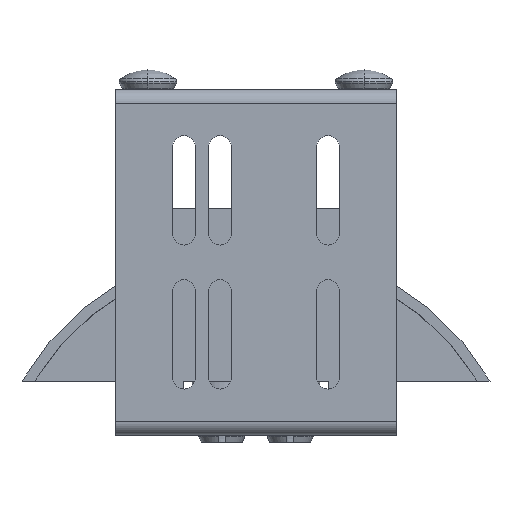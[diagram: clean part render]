
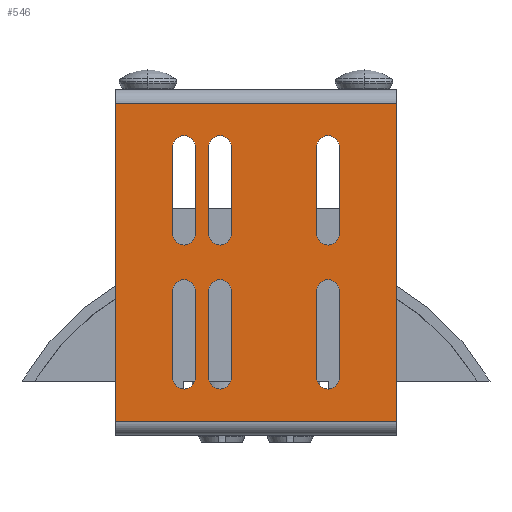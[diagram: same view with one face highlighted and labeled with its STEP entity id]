
A CAD part, left-side view. The second image highlights one B-rep face of the part: STEP entity #546.
In plain terms, the highlighted planar face has unit normal (-1, 0, 0).
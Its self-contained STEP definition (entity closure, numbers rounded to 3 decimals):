
#546=ADVANCED_FACE('',(#1479,#1480,#1481,#1482,#1483,#1484,#1485),#1486,.T.);
#1479=FACE_BOUND('',#2860,.T.);
#1480=FACE_BOUND('',#2861,.T.);
#1481=FACE_BOUND('',#2862,.T.);
#1482=FACE_BOUND('',#2863,.T.);
#1483=FACE_BOUND('',#2864,.T.);
#1484=FACE_BOUND('',#2865,.T.);
#1485=FACE_OUTER_BOUND('',#2866,.T.);
#1486=PLANE('',#2867);
#2860=EDGE_LOOP('',(#4485,#4486,#4487,#4488));
#2861=EDGE_LOOP('',(#4489,#4490,#4491,#4492));
#2862=EDGE_LOOP('',(#4493,#4494,#4495,#4496));
#2863=EDGE_LOOP('',(#4497,#4498,#4499,#4500));
#2864=EDGE_LOOP('',(#4501,#4502,#4503,#4504));
#2865=EDGE_LOOP('',(#4505,#4506,#4507,#4508));
#2866=EDGE_LOOP('',(#4509,#4510,#4511,#4512));
#2867=AXIS2_PLACEMENT_3D('',#4513,#4514,#4515);
#4485=ORIENTED_EDGE('',*,*,#7992,.T.);
#4486=ORIENTED_EDGE('',*,*,#8120,.T.);
#4487=ORIENTED_EDGE('',*,*,#7997,.T.);
#4488=ORIENTED_EDGE('',*,*,#8121,.T.);
#4489=ORIENTED_EDGE('',*,*,#8002,.T.);
#4490=ORIENTED_EDGE('',*,*,#8122,.T.);
#4491=ORIENTED_EDGE('',*,*,#8007,.T.);
#4492=ORIENTED_EDGE('',*,*,#8123,.T.);
#4493=ORIENTED_EDGE('',*,*,#8012,.T.);
#4494=ORIENTED_EDGE('',*,*,#8124,.T.);
#4495=ORIENTED_EDGE('',*,*,#8017,.T.);
#4496=ORIENTED_EDGE('',*,*,#8125,.T.);
#4497=ORIENTED_EDGE('',*,*,#8022,.T.);
#4498=ORIENTED_EDGE('',*,*,#8126,.T.);
#4499=ORIENTED_EDGE('',*,*,#8027,.T.);
#4500=ORIENTED_EDGE('',*,*,#8127,.T.);
#4501=ORIENTED_EDGE('',*,*,#8032,.T.);
#4502=ORIENTED_EDGE('',*,*,#8128,.T.);
#4503=ORIENTED_EDGE('',*,*,#8037,.T.);
#4504=ORIENTED_EDGE('',*,*,#8129,.T.);
#4505=ORIENTED_EDGE('',*,*,#8042,.T.);
#4506=ORIENTED_EDGE('',*,*,#8130,.T.);
#4507=ORIENTED_EDGE('',*,*,#8047,.T.);
#4508=ORIENTED_EDGE('',*,*,#8131,.T.);
#4509=ORIENTED_EDGE('',*,*,#8064,.T.);
#4510=ORIENTED_EDGE('',*,*,#8118,.F.);
#4511=ORIENTED_EDGE('',*,*,#8132,.F.);
#4512=ORIENTED_EDGE('',*,*,#8133,.T.);
#4513=CARTESIAN_POINT('',(0.0,39.0,48.));
#4514=DIRECTION('',(-1.0,0.0,0.0));
#4515=DIRECTION('',(0.0,0.0,-1.0));
#7992=EDGE_CURVE('',#9530,#9527,#9531,.T.);
#7997=EDGE_CURVE('',#9539,#9536,#9540,.T.);
#8002=EDGE_CURVE('',#9548,#9545,#9549,.T.);
#8007=EDGE_CURVE('',#9557,#9554,#9558,.T.);
#8012=EDGE_CURVE('',#9566,#9563,#9567,.T.);
#8017=EDGE_CURVE('',#9575,#9572,#9576,.T.);
#8022=EDGE_CURVE('',#9584,#9581,#9585,.T.);
#8027=EDGE_CURVE('',#9593,#9590,#9594,.T.);
#8032=EDGE_CURVE('',#9602,#9599,#9603,.T.);
#8037=EDGE_CURVE('',#9611,#9608,#9612,.T.);
#8042=EDGE_CURVE('',#9620,#9617,#9621,.T.);
#8047=EDGE_CURVE('',#9629,#9626,#9630,.T.);
#8064=EDGE_CURVE('',#9660,#9658,#9661,.T.);
#8118=EDGE_CURVE('',#9739,#9658,#9741,.T.);
#8120=EDGE_CURVE('',#9527,#9539,#9743,.T.);
#8121=EDGE_CURVE('',#9536,#9530,#9744,.T.);
#8122=EDGE_CURVE('',#9545,#9557,#9745,.T.);
#8123=EDGE_CURVE('',#9554,#9548,#9746,.T.);
#8124=EDGE_CURVE('',#9563,#9575,#9747,.T.);
#8125=EDGE_CURVE('',#9572,#9566,#9748,.T.);
#8126=EDGE_CURVE('',#9581,#9593,#9749,.T.);
#8127=EDGE_CURVE('',#9590,#9584,#9750,.T.);
#8128=EDGE_CURVE('',#9599,#9611,#9751,.T.);
#8129=EDGE_CURVE('',#9608,#9602,#9752,.T.);
#8130=EDGE_CURVE('',#9617,#9629,#9753,.T.);
#8131=EDGE_CURVE('',#9626,#9620,#9754,.T.);
#8132=EDGE_CURVE('',#9755,#9739,#9756,.T.);
#8133=EDGE_CURVE('',#9755,#9660,#9757,.T.);
#9527=VERTEX_POINT('',#11699);
#9530=VERTEX_POINT('',#11703);
#9531=CIRCLE('',#11704,3.2);
#9536=VERTEX_POINT('',#11710);
#9539=VERTEX_POINT('',#11714);
#9540=CIRCLE('',#11715,3.2);
#9545=VERTEX_POINT('',#11721);
#9548=VERTEX_POINT('',#11725);
#9549=CIRCLE('',#11726,3.2);
#9554=VERTEX_POINT('',#11732);
#9557=VERTEX_POINT('',#11736);
#9558=CIRCLE('',#11737,3.2);
#9563=VERTEX_POINT('',#11743);
#9566=VERTEX_POINT('',#11747);
#9567=CIRCLE('',#11748,3.2);
#9572=VERTEX_POINT('',#11754);
#9575=VERTEX_POINT('',#11758);
#9576=CIRCLE('',#11759,3.2);
#9581=VERTEX_POINT('',#11765);
#9584=VERTEX_POINT('',#11769);
#9585=CIRCLE('',#11770,3.2);
#9590=VERTEX_POINT('',#11776);
#9593=VERTEX_POINT('',#11780);
#9594=CIRCLE('',#11781,3.2);
#9599=VERTEX_POINT('',#11787);
#9602=VERTEX_POINT('',#11791);
#9603=CIRCLE('',#11792,3.2);
#9608=VERTEX_POINT('',#11798);
#9611=VERTEX_POINT('',#11802);
#9612=CIRCLE('',#11803,3.2);
#9617=VERTEX_POINT('',#11809);
#9620=VERTEX_POINT('',#11813);
#9621=CIRCLE('',#11814,3.2);
#9626=VERTEX_POINT('',#11820);
#9629=VERTEX_POINT('',#11824);
#9630=CIRCLE('',#11825,3.2);
#9658=VERTEX_POINT('',#11860);
#9660=VERTEX_POINT('',#11862);
#9661=LINE('',#11863,#11864);
#9739=VERTEX_POINT('',#11978);
#9741=LINE('',#11980,#11981);
#9743=LINE('',#11983,#11984);
#9744=LINE('',#11985,#11986);
#9745=LINE('',#11987,#11988);
#9746=LINE('',#11989,#11990);
#9747=LINE('',#11991,#11992);
#9748=LINE('',#11993,#11994);
#9749=LINE('',#11995,#11996);
#9750=LINE('',#11997,#11998);
#9751=LINE('',#11999,#12000);
#9752=LINE('',#12001,#12002);
#9753=LINE('',#12003,#12004);
#9754=LINE('',#12005,#12006);
#9755=VERTEX_POINT('',#12007);
#9756=LINE('',#12008,#12009);
#9757=LINE('',#12010,#12011);
#11699=CARTESIAN_POINT('',(0.0,16.8,40.));
#11703=CARTESIAN_POINT('',(0.0,23.2,40.));
#11704=AXIS2_PLACEMENT_3D('',#14613,#14614,#14615);
#11710=CARTESIAN_POINT('',(0.0,23.2,16.));
#11714=CARTESIAN_POINT('',(0.0,16.8,16.));
#11715=AXIS2_PLACEMENT_3D('',#14621,#14622,#14623);
#11721=CARTESIAN_POINT('',(0.0,16.8,80.));
#11725=CARTESIAN_POINT('',(0.0,23.2,80.));
#11726=AXIS2_PLACEMENT_3D('',#14629,#14630,#14631);
#11732=CARTESIAN_POINT('',(0.0,23.2,56.));
#11736=CARTESIAN_POINT('',(0.0,16.8,56.));
#11737=AXIS2_PLACEMENT_3D('',#14637,#14638,#14639);
#11743=CARTESIAN_POINT('',(0.0,-23.2,40.));
#11747=CARTESIAN_POINT('',(0.0,-16.8,40.));
#11748=AXIS2_PLACEMENT_3D('',#14645,#14646,#14647);
#11754=CARTESIAN_POINT('',(0.0,-16.8,16.));
#11758=CARTESIAN_POINT('',(0.0,-23.2,16.));
#11759=AXIS2_PLACEMENT_3D('',#14653,#14654,#14655);
#11765=CARTESIAN_POINT('',(0.0,-23.2,80.));
#11769=CARTESIAN_POINT('',(0.0,-16.8,80.));
#11770=AXIS2_PLACEMENT_3D('',#14661,#14662,#14663);
#11776=CARTESIAN_POINT('',(0.0,-16.8,56.));
#11780=CARTESIAN_POINT('',(0.0,-23.2,56.));
#11781=AXIS2_PLACEMENT_3D('',#14669,#14670,#14671);
#11787=CARTESIAN_POINT('',(0.0,6.8,40.));
#11791=CARTESIAN_POINT('',(0.0,13.2,40.));
#11792=AXIS2_PLACEMENT_3D('',#14677,#14678,#14679);
#11798=CARTESIAN_POINT('',(0.0,13.2,16.));
#11802=CARTESIAN_POINT('',(0.0,6.8,16.));
#11803=AXIS2_PLACEMENT_3D('',#14685,#14686,#14687);
#11809=CARTESIAN_POINT('',(0.0,6.8,80.));
#11813=CARTESIAN_POINT('',(0.0,13.2,80.));
#11814=AXIS2_PLACEMENT_3D('',#14693,#14694,#14695);
#11820=CARTESIAN_POINT('',(0.0,13.2,56.));
#11824=CARTESIAN_POINT('',(0.0,6.8,56.));
#11825=AXIS2_PLACEMENT_3D('',#14701,#14702,#14703);
#11860=CARTESIAN_POINT('',(0.0,-39.0,92.16));
#11862=CARTESIAN_POINT('',(0.,-39.0,3.84));
#11863=CARTESIAN_POINT('',(0.0,-39.0,3.84));
#11864=VECTOR('',#14729,1.0);
#11978=CARTESIAN_POINT('',(0.0,39.0,92.16));
#11980=CARTESIAN_POINT('',(0.0,39.0,92.16));
#11981=VECTOR('',#14796,1.0);
#11983=CARTESIAN_POINT('',(0.0,16.8,41.));
#11984=VECTOR('',#14797,1.0);
#11985=CARTESIAN_POINT('',(0.0,23.2,38.));
#11986=VECTOR('',#14798,1.0);
#11987=CARTESIAN_POINT('',(0.0,16.8,61.));
#11988=VECTOR('',#14799,1.0);
#11989=CARTESIAN_POINT('',(0.0,23.2,58.));
#11990=VECTOR('',#14800,1.0);
#11991=CARTESIAN_POINT('',(0.0,-23.2,41.));
#11992=VECTOR('',#14801,1.0);
#11993=CARTESIAN_POINT('',(0.0,-16.8,38.));
#11994=VECTOR('',#14802,1.0);
#11995=CARTESIAN_POINT('',(0.0,-23.2,61.));
#11996=VECTOR('',#14803,1.0);
#11997=CARTESIAN_POINT('',(0.0,-16.8,58.));
#11998=VECTOR('',#14804,1.0);
#11999=CARTESIAN_POINT('',(0.0,6.8,41.));
#12000=VECTOR('',#14805,1.0);
#12001=CARTESIAN_POINT('',(0.0,13.2,38.));
#12002=VECTOR('',#14806,1.0);
#12003=CARTESIAN_POINT('',(0.0,6.8,61.));
#12004=VECTOR('',#14807,1.0);
#12005=CARTESIAN_POINT('',(0.0,13.2,58.));
#12006=VECTOR('',#14808,1.0);
#12007=CARTESIAN_POINT('',(0.,39.0,3.84));
#12008=CARTESIAN_POINT('',(0.0,39.0,3.84));
#12009=VECTOR('',#14809,1.0);
#12010=CARTESIAN_POINT('',(0.,39.0,3.84));
#12011=VECTOR('',#14810,1.0);
#14613=CARTESIAN_POINT('',(0.0,20.0,40.));
#14614=DIRECTION('',(1.0,-0.0,0.0));
#14615=DIRECTION('',(0.0,1.,0.));
#14621=CARTESIAN_POINT('',(0.0,20.0,16.));
#14622=DIRECTION('',(1.0,0.0,-0.0));
#14623=DIRECTION('',(0.0,-1.,0.));
#14629=CARTESIAN_POINT('',(0.0,20.0,80.));
#14630=DIRECTION('',(1.0,-0.0,0.0));
#14631=DIRECTION('',(0.0,1.,0.));
#14637=CARTESIAN_POINT('',(0.0,20.0,56.));
#14638=DIRECTION('',(1.0,0.0,-0.0));
#14639=DIRECTION('',(0.0,-1.,0.));
#14645=CARTESIAN_POINT('',(0.0,-20.0,40.));
#14646=DIRECTION('',(1.0,-0.0,0.0));
#14647=DIRECTION('',(0.0,1.,0.));
#14653=CARTESIAN_POINT('',(0.0,-20.0,16.));
#14654=DIRECTION('',(1.0,0.0,-0.0));
#14655=DIRECTION('',(0.0,-1.,0.));
#14661=CARTESIAN_POINT('',(0.0,-20.0,80.));
#14662=DIRECTION('',(1.0,-0.0,0.0));
#14663=DIRECTION('',(0.0,1.,0.));
#14669=CARTESIAN_POINT('',(0.0,-20.0,56.));
#14670=DIRECTION('',(1.0,0.0,-0.0));
#14671=DIRECTION('',(0.0,-1.,0.));
#14677=CARTESIAN_POINT('',(0.0,10.0,40.));
#14678=DIRECTION('',(1.0,-0.0,0.0));
#14679=DIRECTION('',(0.0,1.,0.));
#14685=CARTESIAN_POINT('',(0.0,10.0,16.));
#14686=DIRECTION('',(1.0,0.0,-0.0));
#14687=DIRECTION('',(0.0,-1.,0.));
#14693=CARTESIAN_POINT('',(0.0,10.0,80.));
#14694=DIRECTION('',(1.0,-0.0,0.0));
#14695=DIRECTION('',(0.0,1.,0.));
#14701=CARTESIAN_POINT('',(0.0,10.0,56.));
#14702=DIRECTION('',(1.0,0.0,-0.0));
#14703=DIRECTION('',(0.0,-1.,0.));
#14729=DIRECTION('',(0.0,0.0,1.0));
#14796=DIRECTION('',(0.0,-1.0,0.0));
#14797=DIRECTION('',(-0.0,-0.0,-1.0));
#14798=DIRECTION('',(0.0,-0.0,1.0));
#14799=DIRECTION('',(-0.0,-0.0,-1.0));
#14800=DIRECTION('',(0.0,-0.0,1.0));
#14801=DIRECTION('',(-0.0,-0.0,-1.0));
#14802=DIRECTION('',(0.0,-0.0,1.0));
#14803=DIRECTION('',(-0.0,-0.0,-1.0));
#14804=DIRECTION('',(0.0,-0.0,1.0));
#14805=DIRECTION('',(-0.0,-0.0,-1.0));
#14806=DIRECTION('',(0.0,-0.0,1.0));
#14807=DIRECTION('',(-0.0,-0.0,-1.0));
#14808=DIRECTION('',(0.0,-0.0,1.0));
#14809=DIRECTION('',(0.0,0.0,1.0));
#14810=DIRECTION('',(0.0,-1.0,0.0));
